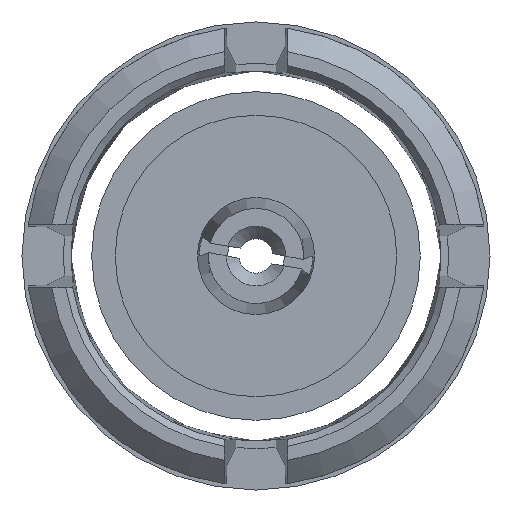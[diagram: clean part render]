
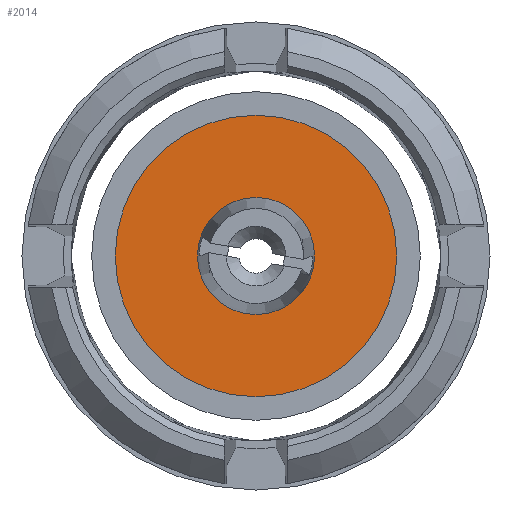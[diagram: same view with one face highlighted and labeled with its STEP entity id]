
A CAD part, front view. The second image highlights one B-rep face of the part: STEP entity #2014.
In plain terms, the highlighted planar face has unit normal (0, -1, 0).
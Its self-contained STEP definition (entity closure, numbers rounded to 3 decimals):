
#285=PLANE('',#2304);
#389=CIRCLE('',#2296,1.023);
#391=CIRCLE('',#2299,0.425);
#880=ORIENTED_EDGE('',*,*,#1264,.F.);
#881=ORIENTED_EDGE('',*,*,#1266,.T.);
#1264=EDGE_CURVE('',#1497,#1497,#389,.T.);
#1266=EDGE_CURVE('',#1499,#1499,#391,.T.);
#1497=VERTEX_POINT('',#3670);
#1499=VERTEX_POINT('',#3675);
#1696=EDGE_LOOP('',(#880));
#1697=EDGE_LOOP('',(#881));
#1850=FACE_BOUND('',#1696,.T.);
#1851=FACE_BOUND('',#1697,.T.);
#2014=ADVANCED_FACE('',(#1850,#1851),#285,.F.);
#2296=AXIS2_PLACEMENT_3D('',#3669,#2833,#2834);
#2299=AXIS2_PLACEMENT_3D('',#3674,#2839,#2840);
#2304=AXIS2_PLACEMENT_3D('',#3683,#2849,#2850);
#2833=DIRECTION('',(0.,1.,0.));
#2834=DIRECTION('',(0.,0.,1.));
#2839=DIRECTION('',(0.,1.,0.));
#2840=DIRECTION('',(1.,0.,0.));
#2849=DIRECTION('',(0.,1.,0.));
#2850=DIRECTION('',(0.,0.,1.));
#3669=CARTESIAN_POINT('',(0.,0.031,0.));
#3670=CARTESIAN_POINT('',(0.,0.031,1.023));
#3674=CARTESIAN_POINT('',(0.,0.031,0.));
#3675=CARTESIAN_POINT('',(0.425,0.031,0.));
#3683=CARTESIAN_POINT('',(0.,0.031,0.));
